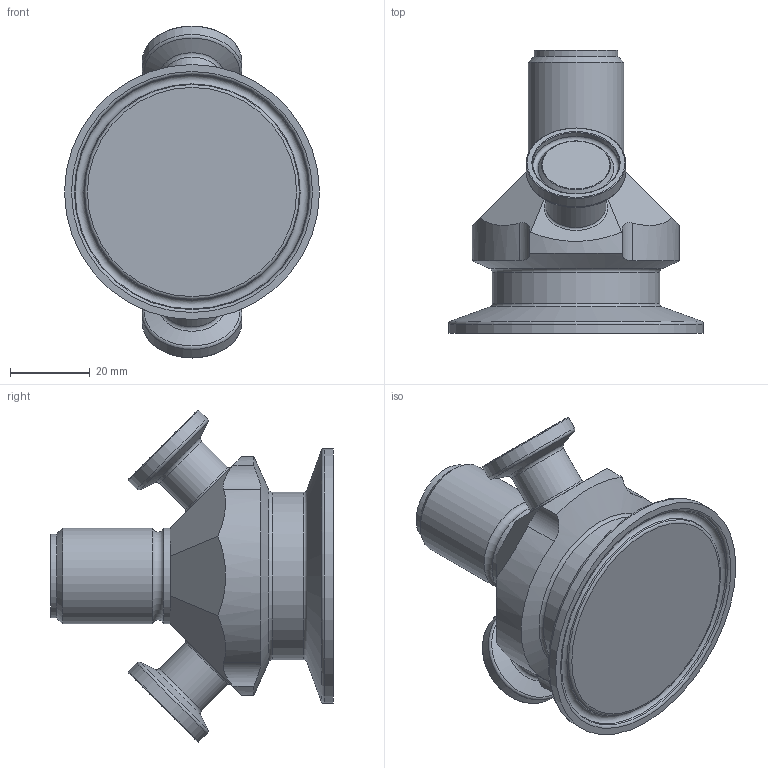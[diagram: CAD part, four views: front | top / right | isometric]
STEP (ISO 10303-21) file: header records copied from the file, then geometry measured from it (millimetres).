
FILE_DESCRIPTION(/* description */ (''),/* implementation_level */ '2;1');
FILE_NAME(/* name */ '850026.stp',/* time_stamp */ '2022-05-31T10:13:59+02:00',/* author */ ('rasmus'),/* organization */ (''),/* preprocessor_version */ 'ST-DEVELOPER v18.1',/* originating_system */ 'Autodesk Inventor 2022',/* authorisation */ '');
FILE_SCHEMA (('AUTOMOTIVE_DESIGN { 1 0 10303 214 3 1 1 }'));
Length unit declared in the file: millimetre
Products named in the file (2): 850026; 850026_Simplify_1
Assembly tree (1 placements, depth 2):
  850026
    850026_Simplify_1
Bounding box: 64 x 71 x 83.34 mm (x, y, z)
Volume: 92354.1 mm3; surface area: 17980.2 mm2
Topology: 1 solids, 1 shells, 65 faces, 167 edges, 110 vertices
Faces by surface type: torus 21, cylinder 19, plane 16, cone 9
Full cylindrical faces by diameter (mm): 15 x2, 21 x1, 21.8 x2, 24 x2, 25 x2, 42 x1, 64 x1
Entity records: 2139 total; most frequent: DIRECTION 418, CARTESIAN_POINT 381, ORIENTED_EDGE 334, AXIS2_PLACEMENT_3D 187, EDGE_CURVE 167, VERTEX_POINT 110, CIRCLE 103, EDGE_LOOP 71
